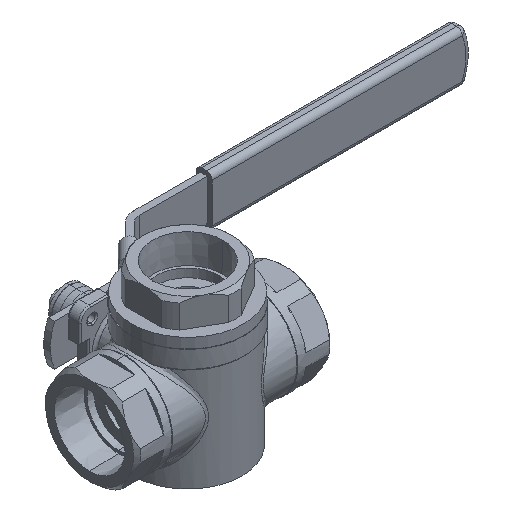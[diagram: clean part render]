
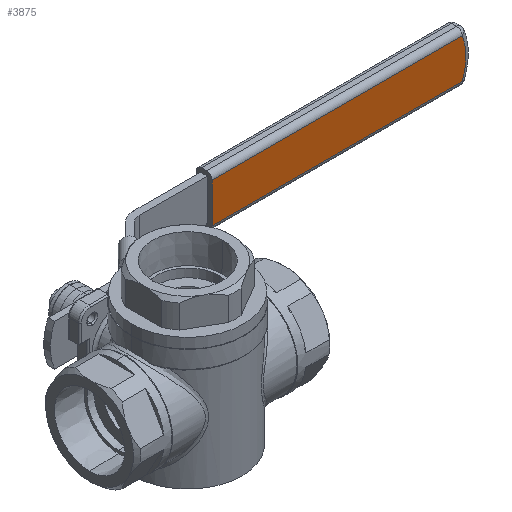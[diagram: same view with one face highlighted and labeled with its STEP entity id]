
A CAD part, isometric view. The second image highlights one B-rep face of the part: STEP entity #3875.
In plain terms, the highlighted planar face has unit normal (0, -1, 0).
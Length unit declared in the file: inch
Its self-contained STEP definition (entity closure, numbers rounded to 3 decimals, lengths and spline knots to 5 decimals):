
#68 = PLANE ( 'NONE',  #18218 ) ;
#1080 = ORIENTED_EDGE ( 'NONE', *, *, #7400, .T. ) ;
#1552 = VERTEX_POINT ( 'NONE', #2276 ) ;
#1680 = CARTESIAN_POINT ( 'NONE',  ( 8.72297, 2.81213, 0.01428 ) ) ;
#1717 = EDGE_CURVE ( 'NONE', #1552, #9543, #5729, .T. ) ;
#2158 = DIRECTION ( 'NONE',  ( -1., 0., 0. ) ) ;
#2225 = VECTOR ( 'NONE', #11504, 39.37008 ) ;
#2276 = CARTESIAN_POINT ( 'NONE',  ( 3.9383, 2.81213, -0.45422 ) ) ;
#2587 = DIRECTION ( 'NONE',  ( 0., 0., 1. ) ) ;
#2639 = VECTOR ( 'NONE', #2158, 39.37008 ) ;
#3392 = LINE ( 'NONE', #14973, #15406 ) ;
#3869 = ORIENTED_EDGE ( 'NONE', *, *, #17300, .T. ) ;
#3875 = ADVANCED_FACE ( 'NONE', ( #15772 ), #68, .F. ) ;
#4009 = CARTESIAN_POINT ( 'NONE',  ( 8.72297, 2.81213, 0.01428 ) ) ;
#4973 = DIRECTION ( 'NONE',  ( 0., 0., 1. ) ) ;
#5114 = LINE ( 'NONE', #6421, #2639 ) ;
#5729 = LINE ( 'NONE', #8743, #2225 ) ;
#6421 = CARTESIAN_POINT ( 'NONE',  ( 3.9383, 2.81213, 0.48278 ) ) ;
#7063 = DIRECTION ( 'NONE',  ( 0., 1., 0. ) ) ;
#7400 = EDGE_CURVE ( 'NONE', #1552, #8816, #3392, .T. ) ;
#8743 = CARTESIAN_POINT ( 'NONE',  ( 3.9383, 2.81213, 0.60778 ) ) ;
#8816 = VERTEX_POINT ( 'NONE', #15485 ) ;
#9235 = EDGE_CURVE ( 'NONE', #11274, #9543, #5114, .T. ) ;
#9543 = VERTEX_POINT ( 'NONE', #17560 ) ;
#11274 = VERTEX_POINT ( 'NONE', #13586 ) ;
#11504 = DIRECTION ( 'NONE',  ( 0., 0., 1. ) ) ;
#12267 = ORIENTED_EDGE ( 'NONE', *, *, #1717, .F. ) ;
#13021 = AXIS2_PLACEMENT_3D ( 'NONE', #1680, #18242, #4973 ) ;
#13586 = CARTESIAN_POINT ( 'NONE',  ( 9.85755, 2.81213, 0.48278 ) ) ;
#14596 = DIRECTION ( 'NONE',  ( 1., 0., 0. ) ) ;
#14973 = CARTESIAN_POINT ( 'NONE',  ( 9.9383, 2.81213, -0.45422 ) ) ;
#15406 = VECTOR ( 'NONE', #14596, 39.37008 ) ;
#15485 = CARTESIAN_POINT ( 'NONE',  ( 9.85755, 2.81213, -0.45422 ) ) ;
#15656 = ORIENTED_EDGE ( 'NONE', *, *, #9235, .T. ) ;
#15772 = FACE_OUTER_BOUND ( 'NONE', #18007, .T. ) ;
#17274 = CIRCLE ( 'NONE', #13021, 1.2275 ) ;
#17300 = EDGE_CURVE ( 'NONE', #8816, #11274, #17274, .T. ) ;
#17560 = CARTESIAN_POINT ( 'NONE',  ( 3.9383, 2.81213, 0.48278 ) ) ;
#18007 = EDGE_LOOP ( 'NONE', ( #12267, #1080, #3869, #15656 ) ) ;
#18218 = AXIS2_PLACEMENT_3D ( 'NONE', #4009, #7063, #2587 ) ;
#18242 = DIRECTION ( 'NONE',  ( 0., -1., 0. ) ) ;
